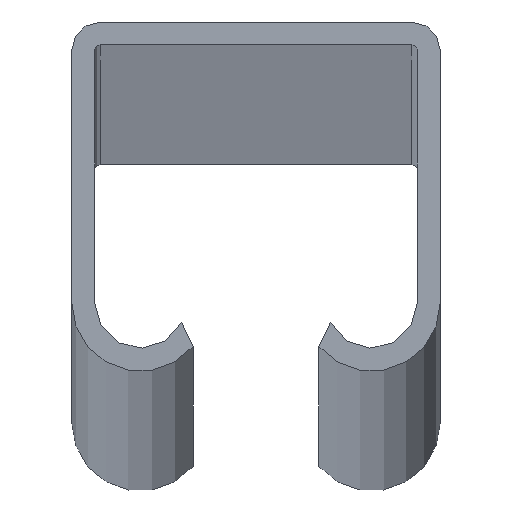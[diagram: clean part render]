
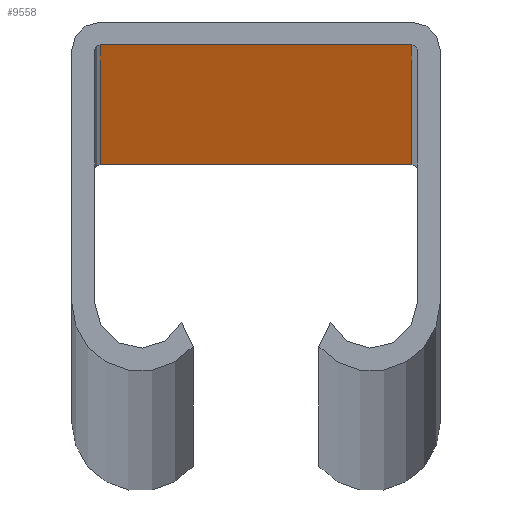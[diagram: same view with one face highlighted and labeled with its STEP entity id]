
A CAD part, top view. The second image highlights one B-rep face of the part: STEP entity #9558.
In plain terms, the highlighted planar face has unit normal (0, -1, 0).
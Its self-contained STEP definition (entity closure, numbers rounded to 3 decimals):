
#288 = DIRECTION ( 'NONE',  ( -1., 0., 0. ) ) ;
#475 = VERTEX_POINT ( 'NONE', #13476 ) ;
#563 = AXIS2_PLACEMENT_3D ( 'NONE', #7211, #2555, #288 ) ;
#2555 = DIRECTION ( 'NONE',  ( 0., 1., 0. ) ) ;
#2612 = VERTEX_POINT ( 'NONE', #5447 ) ;
#3625 = FACE_OUTER_BOUND ( 'NONE', #6181, .T. ) ;
#3930 = CARTESIAN_POINT ( 'NONE',  ( 13.6, 0., 0. ) ) ;
#4043 = ORIENTED_EDGE ( 'NONE', *, *, #8808, .T. ) ;
#4118 = EDGE_CURVE ( 'NONE', #475, #5617, #11427, .T. ) ;
#4459 = ORIENTED_EDGE ( 'NONE', *, *, #13229, .F. ) ;
#4567 = LINE ( 'NONE', #5635, #9352 ) ;
#5011 = DIRECTION ( 'NONE',  ( 1., 0., 0. ) ) ;
#5447 = CARTESIAN_POINT ( 'NONE',  ( 13.6, 0., 6000. ) ) ;
#5617 = VERTEX_POINT ( 'NONE', #11481 ) ;
#5635 = CARTESIAN_POINT ( 'NONE',  ( -13.6, 0., 6000. ) ) ;
#6181 = EDGE_LOOP ( 'NONE', ( #7118, #9101, #4459, #4043 ) ) ;
#6476 = VECTOR ( 'NONE', #5011, 1000. ) ;
#6693 = EDGE_CURVE ( 'NONE', #2612, #5617, #7572, .T. ) ;
#7027 = VERTEX_POINT ( 'NONE', #13454 ) ;
#7118 = ORIENTED_EDGE ( 'NONE', *, *, #4118, .T. ) ;
#7211 = CARTESIAN_POINT ( 'NONE',  ( 13.6, 0., 6000. ) ) ;
#7572 = LINE ( 'NONE', #11371, #11113 ) ;
#7775 = DIRECTION ( 'NONE',  ( 0., 0., -1. ) ) ;
#8808 = EDGE_CURVE ( 'NONE', #7027, #475, #4567, .T. ) ;
#9101 = ORIENTED_EDGE ( 'NONE', *, *, #6693, .F. ) ;
#9135 = DIRECTION ( 'NONE',  ( 1., 0., 0. ) ) ;
#9352 = VECTOR ( 'NONE', #7775, 1000. ) ;
#9558 = ADVANCED_FACE ( 'NONE', ( #3625 ), #10470, .F. ) ;
#10254 = VECTOR ( 'NONE', #9135, 1000. ) ;
#10470 = PLANE ( 'NONE',  #563 ) ;
#11113 = VECTOR ( 'NONE', #12613, 1000. ) ;
#11371 = CARTESIAN_POINT ( 'NONE',  ( 13.6, 0., 6000. ) ) ;
#11427 = LINE ( 'NONE', #3930, #6476 ) ;
#11481 = CARTESIAN_POINT ( 'NONE',  ( 13.6, 0., 0. ) ) ;
#11524 = CARTESIAN_POINT ( 'NONE',  ( 13.6, 0., 6000. ) ) ;
#12613 = DIRECTION ( 'NONE',  ( 0., 0., -1. ) ) ;
#13229 = EDGE_CURVE ( 'NONE', #7027, #2612, #14656, .T. ) ;
#13454 = CARTESIAN_POINT ( 'NONE',  ( -13.6, 0., 6000. ) ) ;
#13476 = CARTESIAN_POINT ( 'NONE',  ( -13.6, 0., 0. ) ) ;
#14656 = LINE ( 'NONE', #11524, #10254 ) ;
